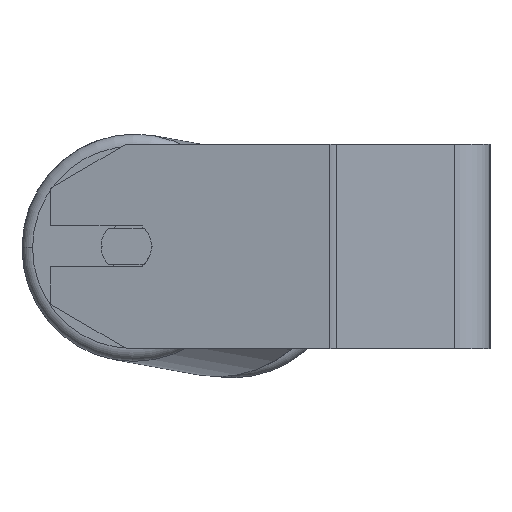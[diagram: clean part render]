
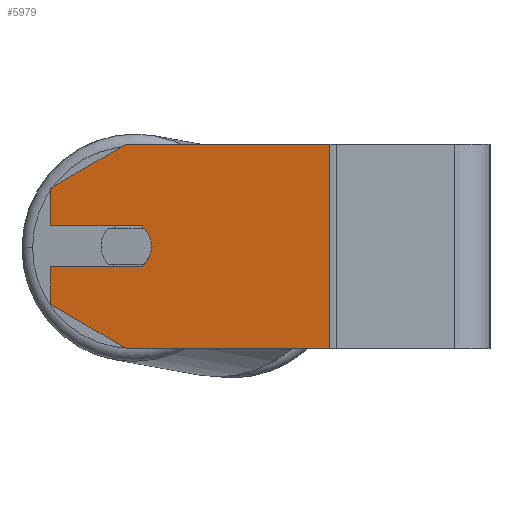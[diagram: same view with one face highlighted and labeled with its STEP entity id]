
A CAD part, left-side view. The second image highlights one B-rep face of the part: STEP entity #5979.
In plain terms, the highlighted planar face has unit normal (-0.985, 0.174, 0).
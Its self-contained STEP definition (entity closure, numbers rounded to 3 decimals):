
#36 = VERTEX_POINT ( 'NONE', #1199 ) ;
#77 = VECTOR ( 'NONE', #7444, 1000. ) ;
#85 = CARTESIAN_POINT ( 'NONE',  ( -340.521, 171.865, 22.679 ) ) ;
#227 = CARTESIAN_POINT ( 'NONE',  ( -340.521, 171.865, 40. ) ) ;
#340 = EDGE_CURVE ( 'NONE', #6754, #36, #6660, .T. ) ;
#389 = ORIENTED_EDGE ( 'NONE', *, *, #3156, .T. ) ;
#466 = VECTOR ( 'NONE', #3081, 1000. ) ;
#499 = CARTESIAN_POINT ( 'NONE',  ( -346.773, 136.412, 8. ) ) ;
#609 = LINE ( 'NONE', #8409, #3577 ) ;
#694 = CARTESIAN_POINT ( 'NONE',  ( -345.731, 142.321, -40. ) ) ;
#844 = VERTEX_POINT ( 'NONE', #5996 ) ;
#869 = DIRECTION ( 'NONE',  ( -0.174, -0.985, 0. ) ) ;
#875 = LINE ( 'NONE', #2173, #3706 ) ;
#990 = CARTESIAN_POINT ( 'NONE',  ( -340.521, 171.865, -22.679 ) ) ;
#1035 = FACE_OUTER_BOUND ( 'NONE', #2798, .T. ) ;
#1153 = AXIS2_PLACEMENT_3D ( 'NONE', #1214, #5125, #5755 ) ;
#1199 = CARTESIAN_POINT ( 'NONE',  ( -347.467, 132.473, 0. ) ) ;
#1214 = CARTESIAN_POINT ( 'NONE',  ( -345.731, 142.321, 0. ) ) ;
#1250 = LINE ( 'NONE', #5118, #8371 ) ;
#1290 = EDGE_CURVE ( 'NONE', #7312, #7809, #7453, .T. ) ;
#1336 = DIRECTION ( 'NONE',  ( -0.174, -0.985, 0. ) ) ;
#1512 = LINE ( 'NONE', #7885, #3294 ) ;
#1535 = ORIENTED_EDGE ( 'NONE', *, *, #4353, .F. ) ;
#1602 = CARTESIAN_POINT ( 'NONE',  ( -345.731, 142.321, 0. ) ) ;
#1617 = VERTEX_POINT ( 'NONE', #8117 ) ;
#1727 = CARTESIAN_POINT ( 'NONE',  ( -345.731, 142.321, -40. ) ) ;
#1827 = ORIENTED_EDGE ( 'NONE', *, *, #4769, .F. ) ;
#1908 = VECTOR ( 'NONE', #3545, 1000. ) ;
#1967 = CARTESIAN_POINT ( 'NONE',  ( -346.773, 136.412, -8. ) ) ;
#2047 = DIRECTION ( 'NONE',  ( 0., 0., -1. ) ) ;
#2163 = EDGE_CURVE ( 'NONE', #2669, #1617, #3267, .T. ) ;
#2173 = CARTESIAN_POINT ( 'NONE',  ( -340.521, 171.865, 40. ) ) ;
#2195 = VECTOR ( 'NONE', #2666, 1000. ) ;
#2247 = VERTEX_POINT ( 'NONE', #3593 ) ;
#2257 = CARTESIAN_POINT ( 'NONE',  ( -346.773, 136.412, -8. ) ) ;
#2298 = ORIENTED_EDGE ( 'NONE', *, *, #340, .F. ) ;
#2304 = VERTEX_POINT ( 'NONE', #3343 ) ;
#2545 = EDGE_CURVE ( 'NONE', #2247, #7312, #1512, .T. ) ;
#2549 = CARTESIAN_POINT ( 'NONE',  ( -340.521, 171.865, 8. ) ) ;
#2666 = DIRECTION ( 'NONE',  ( 0.15, 0.853, -0.5 ) ) ;
#2669 = VERTEX_POINT ( 'NONE', #5000 ) ;
#2744 = ORIENTED_EDGE ( 'NONE', *, *, #2163, .T. ) ;
#2798 = EDGE_LOOP ( 'NONE', ( #2298, #6443, #5058, #3723, #5893, #1827, #6817, #2744, #389, #1535, #4742 ) ) ;
#3081 = DIRECTION ( 'NONE',  ( 0.174, 0.985, 0. ) ) ;
#3156 = EDGE_CURVE ( 'NONE', #1617, #5679, #875, .T. ) ;
#3267 = LINE ( 'NONE', #85, #2195 ) ;
#3294 = VECTOR ( 'NONE', #2047, 1000. ) ;
#3343 = CARTESIAN_POINT ( 'NONE',  ( -346.773, 136.412, 8. ) ) ;
#3545 = DIRECTION ( 'NONE',  ( -0.15, -0.853, -0.5 ) ) ;
#3577 = VECTOR ( 'NONE', #6052, 1000. ) ;
#3593 = CARTESIAN_POINT ( 'NONE',  ( -340.521, 171.865, -8. ) ) ;
#3706 = VECTOR ( 'NONE', #5931, 1000. ) ;
#3723 = ORIENTED_EDGE ( 'NONE', *, *, #1290, .T. ) ;
#3740 = DIRECTION ( 'NONE',  ( 0.985, -0.174, 0. ) ) ;
#3808 = LINE ( 'NONE', #499, #466 ) ;
#4100 = EDGE_CURVE ( 'NONE', #36, #2304, #6576, .T. ) ;
#4353 = EDGE_CURVE ( 'NONE', #2304, #5679, #3808, .T. ) ;
#4435 = CARTESIAN_POINT ( 'NONE',  ( -359.787, 62.602, 40. ) ) ;
#4632 = AXIS2_PLACEMENT_3D ( 'NONE', #1602, #5547, #5466 ) ;
#4742 = ORIENTED_EDGE ( 'NONE', *, *, #4100, .F. ) ;
#4769 = EDGE_CURVE ( 'NONE', #6458, #844, #609, .T. ) ;
#4794 = EDGE_CURVE ( 'NONE', #2669, #6458, #6561, .T. ) ;
#4867 = LINE ( 'NONE', #2257, #77 ) ;
#5000 = CARTESIAN_POINT ( 'NONE',  ( -345.731, 142.321, 40. ) ) ;
#5058 = ORIENTED_EDGE ( 'NONE', *, *, #2545, .T. ) ;
#5118 = CARTESIAN_POINT ( 'NONE',  ( -340.521, 171.865, -40. ) ) ;
#5125 = DIRECTION ( 'NONE',  ( -0.985, 0.174, 0. ) ) ;
#5229 = VECTOR ( 'NONE', #869, 1000. ) ;
#5466 = DIRECTION ( 'NONE',  ( -0.174, -0.985, 0. ) ) ;
#5547 = DIRECTION ( 'NONE',  ( -0.985, 0.174, 0. ) ) ;
#5679 = VERTEX_POINT ( 'NONE', #2549 ) ;
#5755 = DIRECTION ( 'NONE',  ( -0.174, -0.985, 0. ) ) ;
#5893 = ORIENTED_EDGE ( 'NONE', *, *, #6173, .T. ) ;
#5931 = DIRECTION ( 'NONE',  ( 0., 0., -1. ) ) ;
#5979 = ADVANCED_FACE ( 'NONE', ( #1035 ), #7647, .F. ) ;
#5996 = CARTESIAN_POINT ( 'NONE',  ( -359.787, 62.602, -40. ) ) ;
#6052 = DIRECTION ( 'NONE',  ( 0., 0., -1. ) ) ;
#6173 = EDGE_CURVE ( 'NONE', #7809, #844, #1250, .T. ) ;
#6212 = CARTESIAN_POINT ( 'NONE',  ( -340.521, 171.865, 40. ) ) ;
#6443 = ORIENTED_EDGE ( 'NONE', *, *, #6792, .F. ) ;
#6458 = VERTEX_POINT ( 'NONE', #4435 ) ;
#6561 = LINE ( 'NONE', #227, #5229 ) ;
#6576 = CIRCLE ( 'NONE', #1153, 10. ) ;
#6660 = CIRCLE ( 'NONE', #4632, 10. ) ;
#6724 = AXIS2_PLACEMENT_3D ( 'NONE', #6212, #3740, #7518 ) ;
#6754 = VERTEX_POINT ( 'NONE', #1967 ) ;
#6792 = EDGE_CURVE ( 'NONE', #2247, #6754, #4867, .T. ) ;
#6817 = ORIENTED_EDGE ( 'NONE', *, *, #4794, .F. ) ;
#7312 = VERTEX_POINT ( 'NONE', #990 ) ;
#7444 = DIRECTION ( 'NONE',  ( -0.174, -0.985, 0. ) ) ;
#7453 = LINE ( 'NONE', #1727, #1908 ) ;
#7518 = DIRECTION ( 'NONE',  ( 0.174, 0.985, 0. ) ) ;
#7647 = PLANE ( 'NONE',  #6724 ) ;
#7809 = VERTEX_POINT ( 'NONE', #694 ) ;
#7885 = CARTESIAN_POINT ( 'NONE',  ( -340.521, 171.865, 40. ) ) ;
#8117 = CARTESIAN_POINT ( 'NONE',  ( -340.521, 171.865, 22.679 ) ) ;
#8371 = VECTOR ( 'NONE', #1336, 1000. ) ;
#8409 = CARTESIAN_POINT ( 'NONE',  ( -359.787, 62.602, 40. ) ) ;
